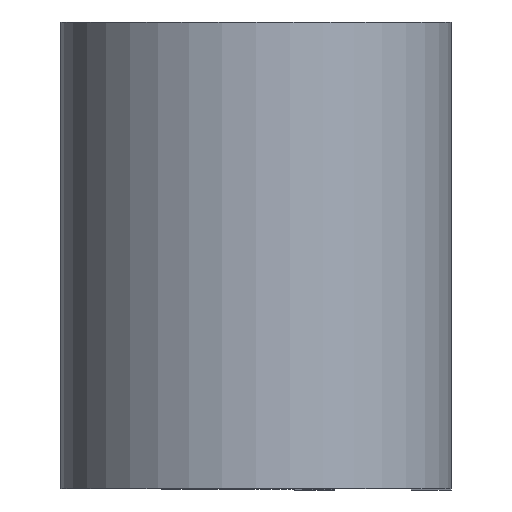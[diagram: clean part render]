
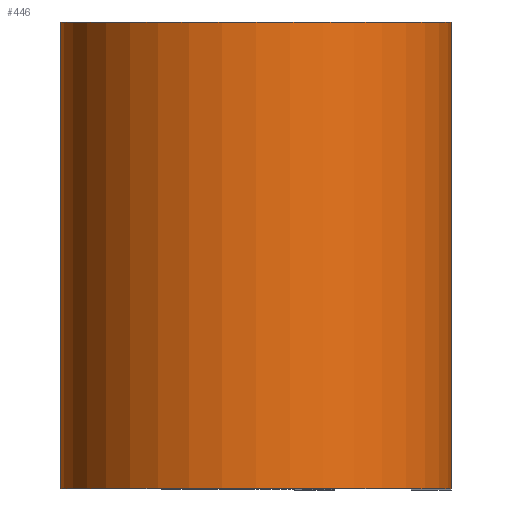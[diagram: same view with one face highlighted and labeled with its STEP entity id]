
A CAD part, top view. The second image highlights one B-rep face of the part: STEP entity #446.
In plain terms, the highlighted cylindrical face has radius 3.988 mm (diameter 7.976 mm), a partial arc.
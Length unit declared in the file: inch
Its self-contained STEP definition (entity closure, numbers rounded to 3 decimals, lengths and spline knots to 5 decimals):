
#4 = CIRCLE ( 'NONE', #217, 0.157 ) ;
#35 = EDGE_CURVE ( 'NONE', #457, #278, #202, .T. ) ;
#56 = DIRECTION ( 'NONE',  ( 1., 0., 0. ) ) ;
#59 = EDGE_CURVE ( 'NONE', #380, #457, #613, .T. ) ;
#64 = DIRECTION ( 'NONE',  ( 0., 1., 0. ) ) ;
#77 = ORIENTED_EDGE ( 'NONE', *, *, #500, .T. ) ;
#80 = EDGE_LOOP ( 'NONE', ( #77, #211, #494, #634 ) ) ;
#101 = CARTESIAN_POINT ( 'NONE',  ( 0., 0.1875, 0. ) ) ;
#124 = DIRECTION ( 'NONE',  ( 0., -1., 0. ) ) ;
#146 = AXIS2_PLACEMENT_3D ( 'NONE', #101, #501, #56 ) ;
#154 = AXIS2_PLACEMENT_3D ( 'NONE', #308, #352, #592 ) ;
#163 = DIRECTION ( 'NONE',  ( 1., 0., 0. ) ) ;
#175 = CARTESIAN_POINT ( 'NONE',  ( 0.157, -0.1875, 0. ) ) ;
#202 = LINE ( 'NONE', #342, #478 ) ;
#211 = ORIENTED_EDGE ( 'NONE', *, *, #35, .F. ) ;
#213 = CARTESIAN_POINT ( 'NONE',  ( 0., 0.1875, -0.157 ) ) ;
#217 = AXIS2_PLACEMENT_3D ( 'NONE', #362, #64, #163 ) ;
#277 = CARTESIAN_POINT ( 'NONE',  ( 0., 0.1875, -0.157 ) ) ;
#278 = VERTEX_POINT ( 'NONE', #175 ) ;
#308 = CARTESIAN_POINT ( 'NONE',  ( 0., 0.1875, 0. ) ) ;
#323 = CARTESIAN_POINT ( 'NONE',  ( 0.157, 0.1875, 0. ) ) ;
#342 = CARTESIAN_POINT ( 'NONE',  ( 0.157, 0.1875, 0. ) ) ;
#352 = DIRECTION ( 'NONE',  ( 0., -1., 0. ) ) ;
#356 = CYLINDRICAL_SURFACE ( 'NONE', #154, 0.157 ) ;
#362 = CARTESIAN_POINT ( 'NONE',  ( 0., -0.1875, 0. ) ) ;
#380 = VERTEX_POINT ( 'NONE', #277 ) ;
#392 = VERTEX_POINT ( 'NONE', #466 ) ;
#415 = FACE_OUTER_BOUND ( 'NONE', #80, .T. ) ;
#446 = ADVANCED_FACE ( 'NONE', ( #415 ), #356, .T. ) ;
#451 = DIRECTION ( 'NONE',  ( 0., -1., 0. ) ) ;
#457 = VERTEX_POINT ( 'NONE', #323 ) ;
#466 = CARTESIAN_POINT ( 'NONE',  ( 0., -0.1875, -0.157 ) ) ;
#478 = VECTOR ( 'NONE', #451, 39.37008 ) ;
#488 = EDGE_CURVE ( 'NONE', #380, #392, #546, .T. ) ;
#494 = ORIENTED_EDGE ( 'NONE', *, *, #59, .F. ) ;
#500 = EDGE_CURVE ( 'NONE', #392, #278, #4, .T. ) ;
#501 = DIRECTION ( 'NONE',  ( 0., 1., 0. ) ) ;
#513 = VECTOR ( 'NONE', #124, 39.37008 ) ;
#546 = LINE ( 'NONE', #213, #513 ) ;
#592 = DIRECTION ( 'NONE',  ( 0., 0., -1. ) ) ;
#613 = CIRCLE ( 'NONE', #146, 0.157 ) ;
#634 = ORIENTED_EDGE ( 'NONE', *, *, #488, .T. ) ;
